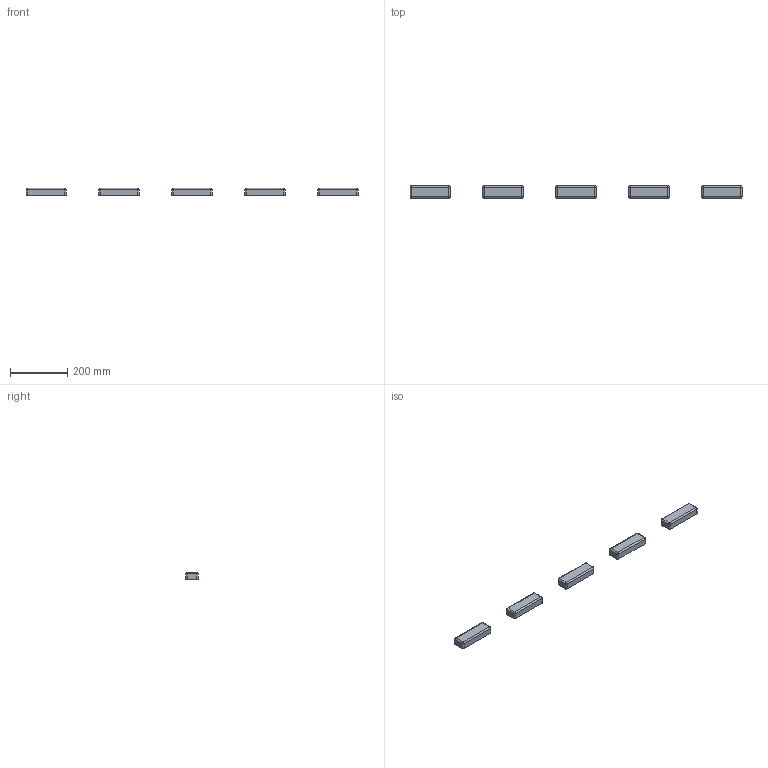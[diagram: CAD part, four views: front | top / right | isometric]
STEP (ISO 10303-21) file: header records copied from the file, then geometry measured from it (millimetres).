
FILE_DESCRIPTION (( 'STEP AP203' ), '1' );
FILE_NAME ('Chassis_ver2_Lights_Default_sldprt.STEP', '2023-11-24T08:11:37', ( '' ), ( '' ), 'SwSTEP 2.0', 'SolidWorks 2021', '' );
FILE_SCHEMA (( 'CONFIG_CONTROL_DESIGN' ));
Length unit declared in the file: millimetre
Products named in the file (1): Chassis_ver2_Lights_Default_sldprt
Bounding box: 1155.7 x 43.18 x 25.4 mm (x, y, z)
Volume: 753523.4 mm3; surface area: 101488.7 mm2
Topology: 5 solids, 5 shells, 90 faces, 200 edges, 100 vertices
Faces by surface type: cylinder 40, plane 30, sphere 20
Entity records: 2353 total; most frequent: DIRECTION 442, CARTESIAN_POINT 371, ORIENTED_EDGE 360, EDGE_CURVE 180, AXIS2_PLACEMENT_3D 171, LINE 100, VECTOR 100, VERTEX_POINT 100
